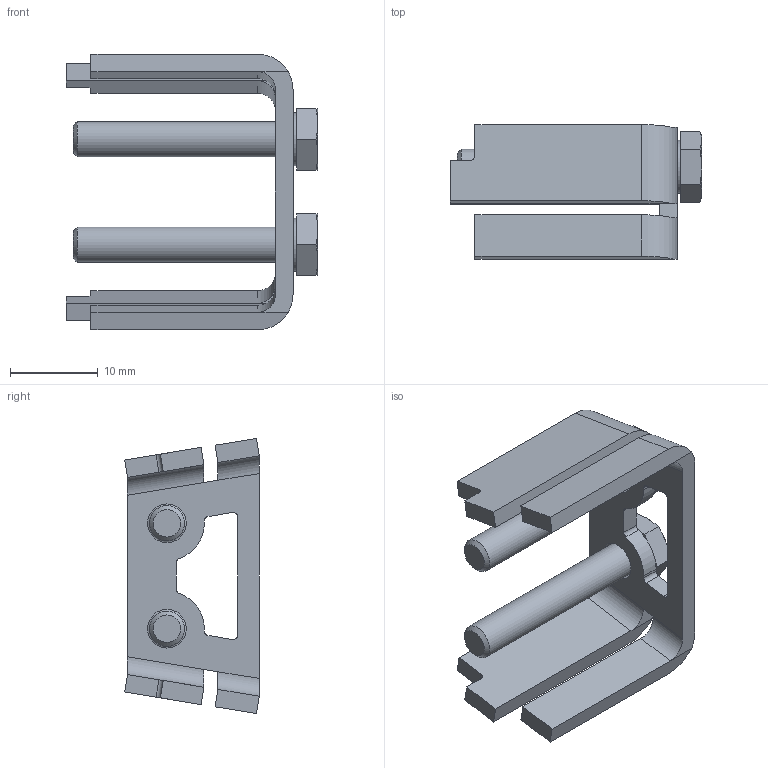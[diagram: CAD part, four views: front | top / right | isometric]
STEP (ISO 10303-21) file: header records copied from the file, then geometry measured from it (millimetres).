
FILE_DESCRIPTION(/* description */ ('STEP AP214'),/* implementation_level */ '2;1');
FILE_NAME(/* name */ '4463570_DHAS-ME-H9-80',/* time_stamp */ '2024-08-19T15:48:43+02:00',/* author */ ('License CC BY-ND 4.0'),/* organization */ ('CADENAS'),/* preprocessor_version */ 'ST-DEVELOPER v19.3',/* originating_system */ 'PARTsolutions',/* authorisation */ ' ');
FILE_SCHEMA (('AUTOMOTIVE_DESIGN {1 0 10303 214 3 1 1}'));
Length unit declared in the file: millimetre
Products named in the file (3): 4463570 DHAS-ME-H9-80; 4463570 DHAS-ME-H9-80---(befestigung); Hexagon bolt DIN 933 - M4x25
Assembly tree (3 placements, depth 2):
  4463570 DHAS-ME-H9-80
    4463570 DHAS-ME-H9-80---(befestigung)
    Hexagon bolt DIN 933 - M4x25  x2
Bounding box: 28.6 x 15.3 x 31.33 mm (x, y, z)
Volume: 2612.3 mm3; surface area: 3353.9 mm2
Topology: 3 solids, 3 shells, 102 faces, 240 edges, 148 vertices
Faces by surface type: plane 62, cylinder 24, cone 14, torus 2
Full cylindrical faces by diameter (mm): 4 x2, 4.4 x2, 6.03 x2
Entity records: 2457 total; most frequent: CARTESIAN_POINT 440, DIRECTION 414, ORIENTED_EDGE 388, EDGE_CURVE 194, AXIS2_PLACEMENT_3D 146, VERTEX_POINT 124, LINE 122, VECTOR 122
